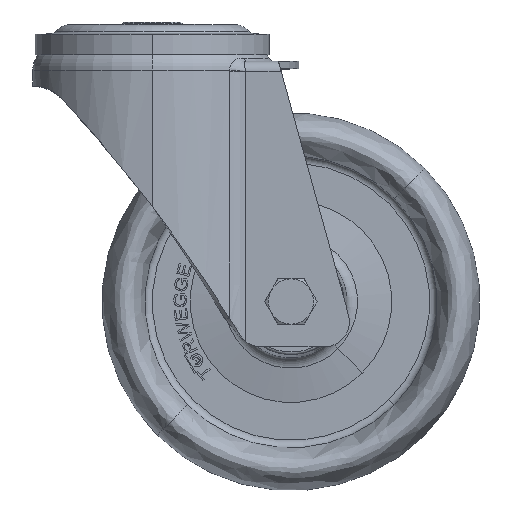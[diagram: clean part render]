
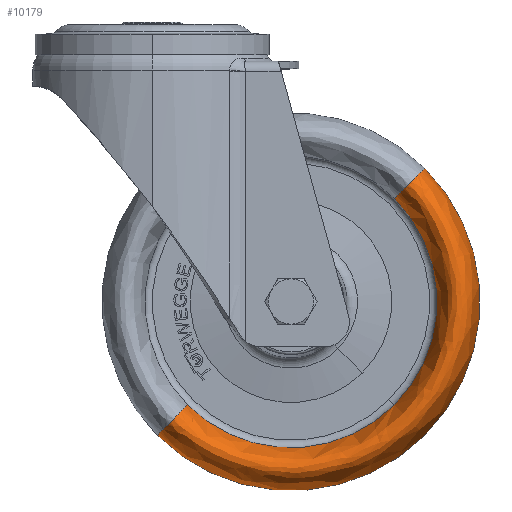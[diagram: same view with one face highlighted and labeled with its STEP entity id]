
A CAD part, top view. The second image highlights one B-rep face of the part: STEP entity #10179.
In plain terms, the highlighted free-form (B-spline) face has degree [3, 3] with [4, 4] control points.
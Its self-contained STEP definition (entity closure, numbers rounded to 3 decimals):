
#1 = DIRECTION ( 'NONE',  ( -0.706, 0.708, 0. ) ) ;
#70 = ORIENTED_EDGE ( 'NONE', *, *, #22264, .F. ) ;
#204 = CARTESIAN_POINT ( 'NONE',  ( 108.102, -58.036, 29.61 ) ) ;
#462 = DIRECTION ( 'NONE',  ( -0.706, 0.708, 0. ) ) ;
#568 = AXIS2_PLACEMENT_3D ( 'NONE', #9912, #23025, #6476 ) ;
#1094 = CARTESIAN_POINT ( 'NONE',  ( 1.898, -163.964, 0. ) ) ;
#1705 = CARTESIAN_POINT ( 'NONE',  ( 13.947, -151.946, 6.55 ) ) ;
#1912 = EDGE_LOOP ( 'NONE', ( #2265, #8048, #23999, #17327, #70 ) ) ;
#2192 = CARTESIAN_POINT ( 'NONE',  ( 99.057, -67.058, 34.527 ) ) ;
#2265 = ORIENTED_EDGE ( 'NONE', *, *, #13809, .F. ) ;
#3552 = CARTESIAN_POINT ( 'NONE',  ( 1.898, -163.964, 0. ) ) ;
#3671 = CARTESIAN_POINT ( 'NONE',  ( 1.898, -163.964, 29.61 ) ) ;
#3846 = CIRCLE ( 'NONE', #12124, 57.983 ) ;
#4041 = CARTESIAN_POINT ( 'NONE',  ( 108.102, -58.036, 0. ) ) ;
#4057 = CARTESIAN_POINT ( 'NONE',  ( 95.839, -234.053, 6.55 ) ) ;
#5080 = CARTESIAN_POINT ( 'NONE',  ( 107.825, -270.168, 0. ) ) ;
#5277 = CIRCLE ( 'NONE', #16302, 57.983 ) ;
#5786 = CARTESIAN_POINT ( 'NONE',  ( 55., -111., 6.55 ) ) ;
#5851 = CARTESIAN_POINT ( 'NONE',  ( 108.102, -58.036, 0. ) ) ;
#6476 = DIRECTION ( 'NONE',  ( -0.706, 0.708, 0. ) ) ;
#7254 = CARTESIAN_POINT ( 'NONE',  ( 1.898, -163.964, 0. ) ) ;
#7510 = CARTESIAN_POINT ( 'NONE',  ( 177.946, -152.161, 6.55 ) ) ;
#7968 = VERTEX_POINT ( 'NONE', #4041 ) ;
#8048 = ORIENTED_EDGE ( 'NONE', *, *, #11397, .T. ) ;
#8778 = CARTESIAN_POINT ( 'NONE',  ( 10.943, -154.942, 34.527 ) ) ;
#9347 = CARTESIAN_POINT ( 'NONE',  ( 98.827, -243.057, 34.527 ) ) ;
#9912 = CARTESIAN_POINT ( 'NONE',  ( 55., -111., 0. ) ) ;
#10179 = ADVANCED_FACE ( 'NONE', ( #21510 ), #13399, .T. ) ;
#10350 = CARTESIAN_POINT ( 'NONE',  ( 13.947, -151.946, 6.55 ) ) ;
#11397 = EDGE_CURVE ( 'NONE', #19374, #17332, #14340, .T. ) ;
#11457 = CARTESIAN_POINT ( 'NONE',  ( 108.102, -58.036, 0. ) ) ;
#11611 = CARTESIAN_POINT ( 'NONE',  ( 13.947, -151.946, 6.55 ) ) ;
#12124 = AXIS2_PLACEMENT_3D ( 'NONE', #21029, #16935, #1 ) ;
#13399 =( BOUNDED_SURFACE ( )  B_SPLINE_SURFACE ( 3, 3, ( 
 ( #1705, #4057, #7510, #19126 ),
 ( #15033, #9347, #16897, #2192 ),
 ( #3671, #20855, #18867, #204 ),
 ( #3552, #5080, #22591, #11457 ) ),
 .UNSPECIFIED., .F., .F., .F. ) 
 B_SPLINE_SURFACE_WITH_KNOTS ( ( 4, 4 ),
 ( 4, 4 ),
 ( 0., 1. ),
 ( 0., 1. ),
 .UNSPECIFIED. ) 
 GEOMETRIC_REPRESENTATION_ITEM ( )  RATIONAL_B_SPLINE_SURFACE ( (
 ( 1., 0.333, 0.333, 1.),
 ( 0.444, 0.148, 0.148, 0.444),
 ( 0.444, 0.148, 0.148, 0.444),
 ( 1., 0.333, 0.333, 1.) ) ) 
 REPRESENTATION_ITEM ( '' )  SURFACE ( )  );
#13809 = EDGE_CURVE ( 'NONE', #19374, #21103, #5277, .T. ) ;
#14340 =( BOUNDED_CURVE ( )  B_SPLINE_CURVE ( 3, ( #10350, #8778, #21598, #1094 ),
 .UNSPECIFIED., .F., .F. ) 
 B_SPLINE_CURVE_WITH_KNOTS ( ( 4, 4 ),
 ( 1.904, 4.712 ),
 .UNSPECIFIED. ) 
 CURVE ( )  GEOMETRIC_REPRESENTATION_ITEM ( )  RATIONAL_B_SPLINE_CURVE ( ( 1., 0.444, 0.444, 1. ) ) 
 REPRESENTATION_ITEM ( '' )  );
#15033 = CARTESIAN_POINT ( 'NONE',  ( 10.943, -154.942, 34.527 ) ) ;
#15222 = CARTESIAN_POINT ( 'NONE',  ( 99.057, -67.058, 34.527 ) ) ;
#15971 = CIRCLE ( 'NONE', #568, 75. ) ;
#16302 = AXIS2_PLACEMENT_3D ( 'NONE', #5786, #21218, #462 ) ;
#16444 = CARTESIAN_POINT ( 'NONE',  ( 96.053, -70.054, 6.55 ) ) ;
#16897 = CARTESIAN_POINT ( 'NONE',  ( 186.942, -155.172, 34.527 ) ) ;
#16935 = DIRECTION ( 'NONE',  ( 0., 0., 1. ) ) ;
#17327 = ORIENTED_EDGE ( 'NONE', *, *, #22087, .F. ) ;
#17332 = VERTEX_POINT ( 'NONE', #7254 ) ;
#18356 = CARTESIAN_POINT ( 'NONE',  ( 95.946, -152.053, 6.55 ) ) ;
#18867 = CARTESIAN_POINT ( 'NONE',  ( 214.029, -164.241, 29.61 ) ) ;
#19080 = CARTESIAN_POINT ( 'NONE',  ( 96.053, -70.054, 6.55 ) ) ;
#19126 = CARTESIAN_POINT ( 'NONE',  ( 96.053, -70.054, 6.55 ) ) ;
#19374 = VERTEX_POINT ( 'NONE', #11611 ) ;
#19890 = EDGE_CURVE ( 'NONE', #7968, #17332, #15971, .T. ) ;
#20855 = CARTESIAN_POINT ( 'NONE',  ( 107.825, -270.168, 29.61 ) ) ;
#21029 = CARTESIAN_POINT ( 'NONE',  ( 55., -111., 6.55 ) ) ;
#21103 = VERTEX_POINT ( 'NONE', #18356 ) ;
#21218 = DIRECTION ( 'NONE',  ( 0., 0., 1. ) ) ;
#21430 = VERTEX_POINT ( 'NONE', #16444 ) ;
#21510 = FACE_OUTER_BOUND ( 'NONE', #1912, .T. ) ;
#21598 = CARTESIAN_POINT ( 'NONE',  ( 1.898, -163.964, 29.61 ) ) ;
#22087 = EDGE_CURVE ( 'NONE', #21430, #7968, #23647, .T. ) ;
#22264 = EDGE_CURVE ( 'NONE', #21103, #21430, #3846, .T. ) ;
#22591 = CARTESIAN_POINT ( 'NONE',  ( 214.03, -164.241, 0. ) ) ;
#22769 = CARTESIAN_POINT ( 'NONE',  ( 108.102, -58.036, 29.61 ) ) ;
#23025 = DIRECTION ( 'NONE',  ( 0., 0., -1. ) ) ;
#23647 =( BOUNDED_CURVE ( )  B_SPLINE_CURVE ( 3, ( #19080, #15222, #22769, #5851 ),
 .UNSPECIFIED., .F., .F. ) 
 B_SPLINE_CURVE_WITH_KNOTS ( ( 4, 4 ),
 ( 1.904, 4.712 ),
 .UNSPECIFIED. ) 
 CURVE ( )  GEOMETRIC_REPRESENTATION_ITEM ( )  RATIONAL_B_SPLINE_CURVE ( ( 1., 0.444, 0.444, 1. ) ) 
 REPRESENTATION_ITEM ( '' )  );
#23999 = ORIENTED_EDGE ( 'NONE', *, *, #19890, .F. ) ;
